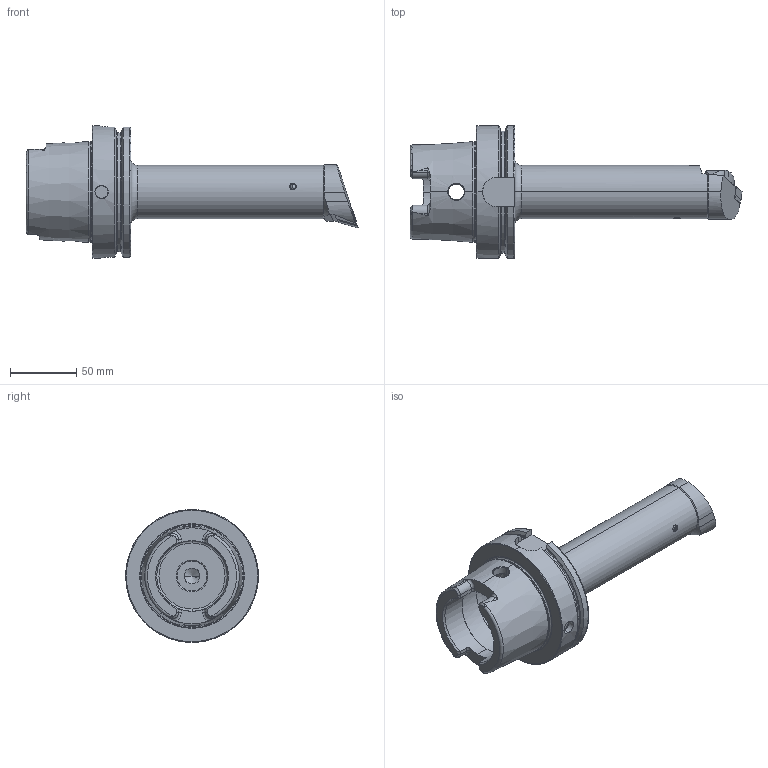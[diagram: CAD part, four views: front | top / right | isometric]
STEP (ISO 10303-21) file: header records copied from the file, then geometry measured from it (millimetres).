
FILE_DESCRIPTION (( 'STEP AP214' ), '1' );
FILE_NAME ('HA0.BDF.RQC.200.STEP', '2023-09-18T09:51:39', ( '' ), ( '' ), 'SwSTEP 2.0', 'SolidWorks 2017', '' );
FILE_SCHEMA (( 'AUTOMOTIVE_DESIGN' ));
Length unit declared in the file: millimetre
Products named in the file (9): HA0-BDF.RQC.200_A_Fertigbearbeitung; KVT_MB_600_050; WCC-ER5.102.005_A; WCC-ER4.102.020_A; WCC-ER2.001.010_A; HA0.BDF.RQC.200; WCC-ER3.102.024_C; WDF-ER2.101.003_A; DNMG150604
Assembly tree (8 placements, depth 2):
  HA0.BDF.RQC.200
    HA0-BDF.RQC.200_A_Fertigbearbeitung
    WDF-ER2.101.003_A
    WCC-ER2.001.010_A
    DNMG150604
    WCC-ER3.102.024_C
    WCC-ER4.102.020_A
    WCC-ER5.102.005_A
    KVT_MB_600_050
Bounding box: 249.9 x 100 x 100 mm (x, y, z)
Volume: 439945.8 mm3; surface area: 79665.1 mm2
Topology: 9 solids, 9 shells, 409 faces, 1024 edges, 620 vertices
Faces by surface type: cylinder 134, plane 104, cone 99, torus 54, bspline 16, sphere 2
Entity records: 15795 total; most frequent: CARTESIAN_POINT 4670, ORIENTED_EDGE 2006, DIRECTION 1972, EDGE_CURVE 1003, AXIS2_PLACEMENT_3D 787, VERTEX_POINT 617, EDGE_LOOP 432, ADVANCED_FACE 409
